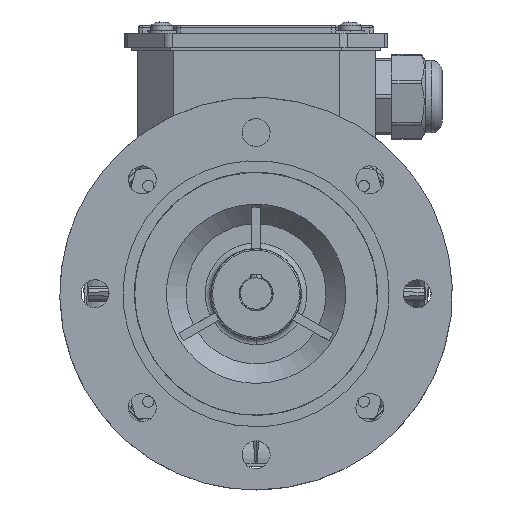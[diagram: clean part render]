
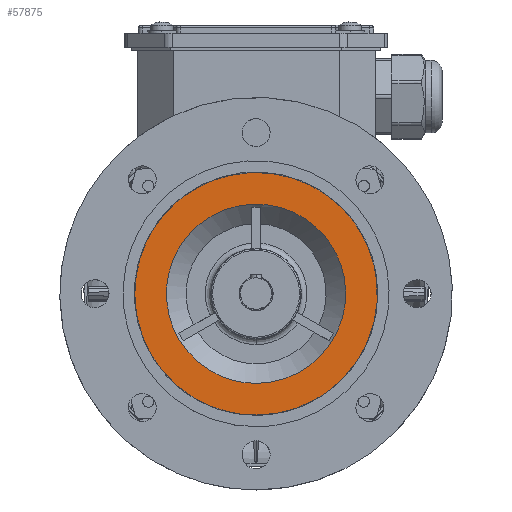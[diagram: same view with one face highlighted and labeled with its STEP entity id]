
A CAD part, top view. The second image highlights one B-rep face of the part: STEP entity #57875.
In plain terms, the highlighted free-form (B-spline) face has degree [1, 1] with [2, 2] control points.
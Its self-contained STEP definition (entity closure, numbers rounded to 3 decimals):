
#57811=CARTESIAN_POINT('V241',(0.,-32.0,
   -28.023));
#57812=VERTEX_POINT('V241',#57811);
#57818=CARTESIAN_POINT('E290',(0.,-32.0,
   -28.023));
#57819=CARTESIAN_POINT('E290',(55.426,-32.0,
   -28.023));
#57820=CARTESIAN_POINT('E290',(27.713,16.0,
   -28.023));
#57821=CARTESIAN_POINT('E290',(0.,64.0,
   -28.023));
#57822=CARTESIAN_POINT('E290',(-27.713,16.0,
   -28.023));
#57823=CARTESIAN_POINT('E290',(-55.426,-32.0,
   -28.023));
#57824=CARTESIAN_POINT('E290',(0.,-32.0,
   -28.023));
#57832=(BOUNDED_CURVE()B_SPLINE_CURVE(2,(#57818,#57819,#57820,
   #57821,#57822,#57823,#57824),.CIRCULAR_ARC.,.T.,.U.)
   B_SPLINE_CURVE_WITH_KNOTS((3,2,2,3),(0.0,9.973,
   19.946,29.919),.UNSPECIFIED.)CURVE()
   GEOMETRIC_REPRESENTATION_ITEM()RATIONAL_B_SPLINE_CURVE((1.0,
   0.5,1.0,0.5,1.0,0.5,1.0)
   )REPRESENTATION_ITEM('E290'));
#57833=EDGE_CURVE('E290',#57812,#57812,#57832,.T.);
#57846=CARTESIAN_POINT('F63',(47.658,-47.658,
   -28.023));
#57847=CARTESIAN_POINT('F63',(47.658,47.658,
   -28.023));
#57848=CARTESIAN_POINT('F63',(-47.658,
   -47.658,-28.023));
#57849=CARTESIAN_POINT('F63',(-47.658,47.658,
   -28.023));
#57850=QUASI_UNIFORM_SURFACE('F63',1,1,((#57846,#57848),(#57847,
   #57849)),.PLANE_SURF.,.F.,.F.,.U.);
#57851=CARTESIAN_POINT('V240',(0.,-43.325,
   -28.023));
#57852=VERTEX_POINT('V240',#57851);
#57853=CARTESIAN_POINT('E289',(0.,-43.325,
   -28.023));
#57854=CARTESIAN_POINT('E289',(75.042,
   -43.325,-28.023));
#57855=CARTESIAN_POINT('E289',(37.521,21.663,
   -28.023));
#57856=CARTESIAN_POINT('E289',(0.,86.651,
   -28.023));
#57857=CARTESIAN_POINT('E289',(-37.521,
   21.663,-28.023));
#57858=CARTESIAN_POINT('E289',(-75.042,
   -43.325,-28.023));
#57859=CARTESIAN_POINT('E289',(0.,-43.325,
   -28.023));
#57867=(BOUNDED_CURVE()B_SPLINE_CURVE(2,(#57853,#57854,#57855,
   #57856,#57857,#57858,#57859),.CIRCULAR_ARC.,.T.,.U.)
   B_SPLINE_CURVE_WITH_KNOTS((3,2,2,3),(0.0,0.333,
   0.667,1.0),.UNSPECIFIED.)CURVE()
   GEOMETRIC_REPRESENTATION_ITEM()RATIONAL_B_SPLINE_CURVE((1.0,
   0.5,1.0,0.5,1.0,0.5,1.0)
   )REPRESENTATION_ITEM('E289'));
#57868=EDGE_CURVE('E289',#57852,#57852,#57867,.T.);
#57869=ORIENTED_EDGE('E289',*,*,#57868,.T.);
#57870=EDGE_LOOP('F63',(#57869));
#57871=FACE_OUTER_BOUND('F63',#57870,.T.);
#57872=ORIENTED_EDGE('E290',*,*,#57833,.F.);
#57873=EDGE_LOOP('F63',(#57872));
#57874=FACE_BOUND('F63',#57873,.T.);
#57875=ADVANCED_FACE('F63',(#57871,#57874),#57850,.T.);
